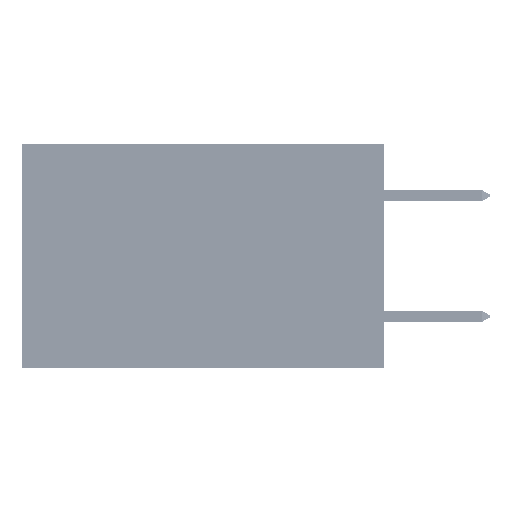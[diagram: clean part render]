
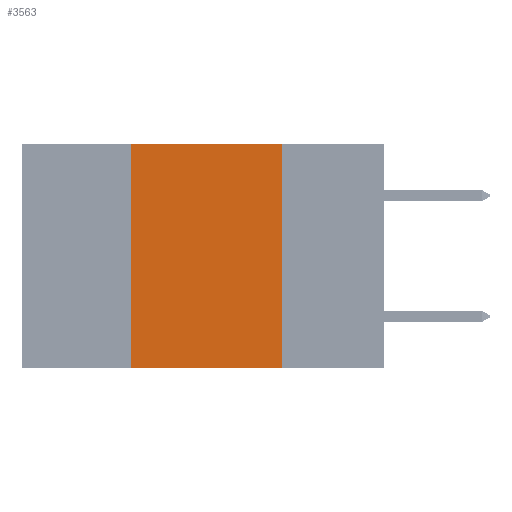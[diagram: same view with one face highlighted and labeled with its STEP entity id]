
A CAD part, left-side view. The second image highlights one B-rep face of the part: STEP entity #3563.
In plain terms, the highlighted planar face has unit normal (-1, 0, 0).
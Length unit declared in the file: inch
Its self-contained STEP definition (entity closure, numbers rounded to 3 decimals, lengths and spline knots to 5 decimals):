
#705 = DIRECTION ( 'NONE',  ( 0., -1., 0. ) ) ;
#764 = VECTOR ( 'NONE', #20350, 39.37008 ) ;
#2823 = EDGE_CURVE ( 'NONE', #5795, #22113, #49271, .T. ) ;
#3563 = ADVANCED_FACE ( 'NONE', ( #31490 ), #20351, .F. ) ;
#5458 = DIRECTION ( 'NONE',  ( 1., 0., 0. ) ) ;
#5795 = VERTEX_POINT ( 'NONE', #46850 ) ;
#6089 = VERTEX_POINT ( 'NONE', #7376 ) ;
#7164 = EDGE_CURVE ( 'NONE', #6089, #37824, #27920, .T. ) ;
#7376 = CARTESIAN_POINT ( 'NONE',  ( 0., 0.42, -0.37 ) ) ;
#13186 = ORIENTED_EDGE ( 'NONE', *, *, #2823, .F. ) ;
#13655 = VECTOR ( 'NONE', #705, 39.37008 ) ;
#15824 = VECTOR ( 'NONE', #49406, 39.37008 ) ;
#18086 = AXIS2_PLACEMENT_3D ( 'NONE', #47406, #5458, #35768 ) ;
#19031 = LINE ( 'NONE', #42055, #15824 ) ;
#19361 = LINE ( 'NONE', #19860, #13655 ) ;
#19860 = CARTESIAN_POINT ( 'NONE',  ( 0., 0.6, -0.37 ) ) ;
#20350 = DIRECTION ( 'NONE',  ( 0., 0., 1. ) ) ;
#20351 = PLANE ( 'NONE',  #18086 ) ;
#22113 = VERTEX_POINT ( 'NONE', #31176 ) ;
#22424 = ORIENTED_EDGE ( 'NONE', *, *, #7164, .F. ) ;
#23052 = EDGE_CURVE ( 'NONE', #37824, #5795, #19031, .T. ) ;
#23248 = EDGE_LOOP ( 'NONE', ( #13186, #47639, #22424, #33342 ) ) ;
#27920 = LINE ( 'NONE', #30990, #764 ) ;
#29542 = DIRECTION ( 'NONE',  ( 0., 0., -1. ) ) ;
#30304 = CARTESIAN_POINT ( 'NONE',  ( 0., 0.17, 0. ) ) ;
#30472 = CARTESIAN_POINT ( 'NONE',  ( 0., 0.42, 0. ) ) ;
#30990 = CARTESIAN_POINT ( 'NONE',  ( 0., 0.42, 0. ) ) ;
#31176 = CARTESIAN_POINT ( 'NONE',  ( 0., 0.17, -0.37 ) ) ;
#31490 = FACE_OUTER_BOUND ( 'NONE', #23248, .T. ) ;
#33342 = ORIENTED_EDGE ( 'NONE', *, *, #44625, .T. ) ;
#35768 = DIRECTION ( 'NONE',  ( 0., 0., -1. ) ) ;
#37824 = VERTEX_POINT ( 'NONE', #30472 ) ;
#42055 = CARTESIAN_POINT ( 'NONE',  ( 0., 0.6, 0. ) ) ;
#44625 = EDGE_CURVE ( 'NONE', #6089, #22113, #19361, .T. ) ;
#44642 = VECTOR ( 'NONE', #29542, 39.37008 ) ;
#46850 = CARTESIAN_POINT ( 'NONE',  ( 0., 0.17, 0. ) ) ;
#47406 = CARTESIAN_POINT ( 'NONE',  ( 0., 0.6, 0. ) ) ;
#47639 = ORIENTED_EDGE ( 'NONE', *, *, #23052, .F. ) ;
#49271 = LINE ( 'NONE', #30304, #44642 ) ;
#49406 = DIRECTION ( 'NONE',  ( 0., -1., 0. ) ) ;
